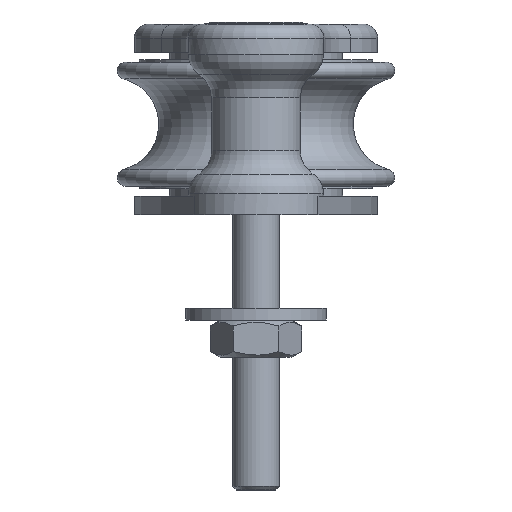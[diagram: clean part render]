
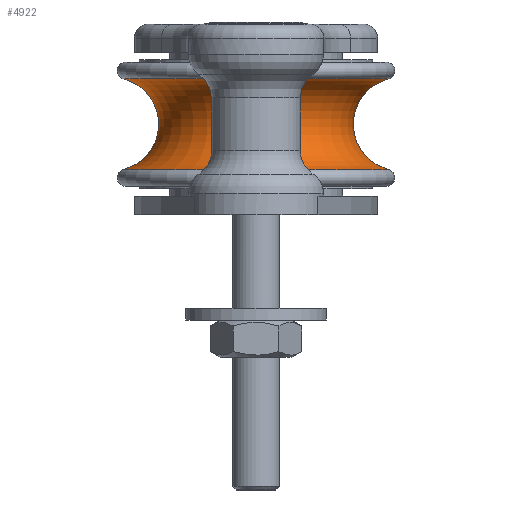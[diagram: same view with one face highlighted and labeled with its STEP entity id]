
A CAD part, left-side view. The second image highlights one B-rep face of the part: STEP entity #4922.
In plain terms, the highlighted toroidal (fillet/blend) face has major radius 30.8 mm and minor radius 10 mm.
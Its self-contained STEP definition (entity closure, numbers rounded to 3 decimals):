
#558=TOROIDAL_SURFACE('',#5333,30.8,10.);
#729=FACE_BOUND('',#1386,.T.);
#982=FACE_OUTER_BOUND('',#1385,.T.);
#1385=EDGE_LOOP('',(#3483));
#1386=EDGE_LOOP('',(#3484));
#2010=CIRCLE('',#5332,28.342);
#2011=CIRCLE('',#5334,28.342);
#2348=VERTEX_POINT('',#7737);
#2349=VERTEX_POINT('',#7740);
#2838=EDGE_CURVE('',#2348,#2348,#2010,.T.);
#2839=EDGE_CURVE('',#2349,#2349,#2011,.T.);
#3483=ORIENTED_EDGE('',*,*,#2839,.F.);
#3484=ORIENTED_EDGE('',*,*,#2838,.T.);
#4922=ADVANCED_FACE('',(#982,#729),#558,.F.);
#5332=AXIS2_PLACEMENT_3D('',#7738,#6098,#6099);
#5333=AXIS2_PLACEMENT_3D('',#7739,#6100,#6101);
#5334=AXIS2_PLACEMENT_3D('',#7741,#6102,#6103);
#6098=DIRECTION('center_axis',(0.,0.,1.));
#6099=DIRECTION('ref_axis',(-1.,0.,0.));
#6100=DIRECTION('center_axis',(0.,0.,1.));
#6101=DIRECTION('ref_axis',(0.,1.,0.));
#6102=DIRECTION('center_axis',(0.,0.,1.));
#6103=DIRECTION('ref_axis',(-1.,0.,0.));
#7737=CARTESIAN_POINT('',(-353.342,0.,9.645));
#7738=CARTESIAN_POINT('Origin',(-325.,0.,9.645));
#7739=CARTESIAN_POINT('Origin',(-325.,0.,19.338));
#7740=CARTESIAN_POINT('',(-353.342,0.,29.031));
#7741=CARTESIAN_POINT('Origin',(-325.,0.,29.031));
